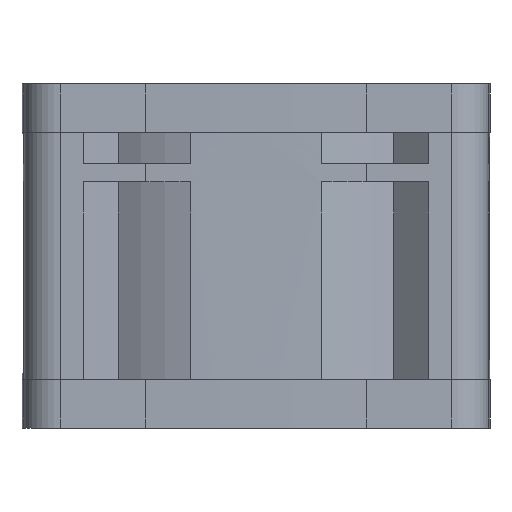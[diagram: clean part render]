
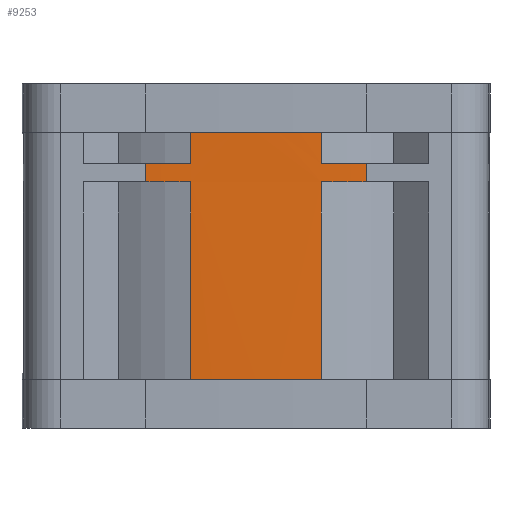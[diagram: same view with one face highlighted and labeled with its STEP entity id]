
A CAD part, front view. The second image highlights one B-rep face of the part: STEP entity #9253.
In plain terms, the highlighted cylindrical face has radius 270.025 mm (diameter 540.05 mm), a partial arc.
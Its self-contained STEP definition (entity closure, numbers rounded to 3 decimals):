
#1347=CARTESIAN_POINT('',(0.,250.955,-4.04));
#1348=DIRECTION('',(0.,0.,1.));
#1349=DIRECTION('',(-0.02,-1.,0.));
#1350=AXIS2_PLACEMENT_3D('',#1347,#1348,#1349);
#1352=CARTESIAN_POINT('',(0.,250.955,-4.04));
#1353=DIRECTION('',(0.,0.,1.));
#1354=DIRECTION('',(0.,-1.,0.));
#1355=AXIS2_PLACEMENT_3D('',#1352,#1353,#1354);
#1449=CARTESIAN_POINT('',(0.,250.955,16.14));
#1450=DIRECTION('',(0.,0.,-1.));
#1451=DIRECTION('',(0.02,-1.,0.));
#1452=AXIS2_PLACEMENT_3D('',#1449,#1450,#1451);
#1454=CARTESIAN_POINT('',(0.,250.955,16.14));
#1455=DIRECTION('',(0.,0.,-1.));
#1456=DIRECTION('',(0.,-1.,0.));
#1457=AXIS2_PLACEMENT_3D('',#1454,#1455,#1456);
#1672=CARTESIAN_POINT('',(0.,250.955,13.6));
#1673=DIRECTION('',(0.,0.,-1.));
#1674=DIRECTION('',(0.033,-0.999,0.));
#1675=AXIS2_PLACEMENT_3D('',#1672,#1673,#1674);
#1686=DIRECTION('',(0.,0.,-1.));
#1687=VECTOR('',#1686,2.54);
#1688=CARTESIAN_POINT('',(5.329,-19.017,16.14));
#1689=LINE('',#1688,#1687);
#1690=DIRECTION('',(0.,0.,-1.));
#1691=VECTOR('',#1690,1.5);
#1692=CARTESIAN_POINT('',(8.999,-18.92,13.6));
#1693=LINE('',#1692,#1691);
#1694=DIRECTION('',(0.,0.,-1.));
#1695=VECTOR('',#1694,16.14);
#1696=CARTESIAN_POINT('',(5.329,-19.017,12.1));
#1697=LINE('',#1696,#1695);
#1698=DIRECTION('',(0.,0.,1.));
#1699=VECTOR('',#1698,1.5);
#1700=CARTESIAN_POINT('',(-8.999,-18.92,12.1));
#1701=LINE('',#1700,#1699);
#1702=CARTESIAN_POINT('',(0.,250.955,13.6));
#1703=DIRECTION('',(0.,0.,-1.));
#1704=DIRECTION('',(-0.02,-1.,0.));
#1705=AXIS2_PLACEMENT_3D('',#1702,#1703,#1704);
#1728=CARTESIAN_POINT('',(0.,250.955,12.1));
#1729=DIRECTION('',(0.,0.,1.));
#1730=DIRECTION('',(-0.033,-0.999,0.));
#1731=AXIS2_PLACEMENT_3D('',#1728,#1729,#1730);
#1746=DIRECTION('',(0.,0.,-1.));
#1747=VECTOR('',#1746,16.14);
#1748=CARTESIAN_POINT('',(-5.329,-19.017,12.1));
#1749=LINE('',#1748,#1747);
#4410=DIRECTION('',(0.,0.,-1.));
#4411=VECTOR('',#4410,2.54);
#4412=CARTESIAN_POINT('',(-5.329,-19.017,16.14));
#4413=LINE('',#4412,#4411);
#4435=CARTESIAN_POINT('',(0.,250.955,12.1));
#4436=DIRECTION('',(0.,0.,1.));
#4437=DIRECTION('',(0.02,-1.,0.));
#4438=AXIS2_PLACEMENT_3D('',#4435,#4436,#4437);
#6482=CARTESIAN_POINT('',(5.329,-19.017,16.14));
#6483=VERTEX_POINT('',#6482);
#6484=CARTESIAN_POINT('',(0.,-19.07,16.14));
#6485=VERTEX_POINT('',#6484);
#6486=CARTESIAN_POINT('',(-5.329,-19.017,16.14));
#6487=VERTEX_POINT('',#6486);
#6600=CARTESIAN_POINT('',(8.999,-18.92,13.6));
#6602=VERTEX_POINT('',#6600);
#6604=CARTESIAN_POINT('',(5.329,-19.017,13.6));
#6605=VERTEX_POINT('',#6604);
#6608=CARTESIAN_POINT('',(-5.329,-19.017,13.6));
#6609=CARTESIAN_POINT('',(-8.999,-18.92,13.6));
#6610=VERTEX_POINT('',#6608);
#6611=VERTEX_POINT('',#6609);
#6658=CARTESIAN_POINT('',(8.999,-18.92,12.1));
#6659=VERTEX_POINT('',#6658);
#6660=CARTESIAN_POINT('',(5.329,-19.017,12.1));
#6661=VERTEX_POINT('',#6660);
#6662=CARTESIAN_POINT('',(5.329,-19.017,-4.04));
#6663=VERTEX_POINT('',#6662);
#6664=CARTESIAN_POINT('',(0.,-19.07,-4.04));
#6665=VERTEX_POINT('',#6664);
#6666=CARTESIAN_POINT('',(-5.329,-19.017,-4.04));
#6667=VERTEX_POINT('',#6666);
#6668=CARTESIAN_POINT('',(-5.329,-19.017,12.1));
#6669=VERTEX_POINT('',#6668);
#6670=CARTESIAN_POINT('',(-8.999,-18.92,12.1));
#6671=VERTEX_POINT('',#6670);
#9224=CARTESIAN_POINT('',(0.,250.955,16.14));
#9225=DIRECTION('',(0.,0.,1.));
#9226=DIRECTION('',(0.,-1.,0.));
#9227=AXIS2_PLACEMENT_3D('',#9224,#9225,#9226);
#9228=CYLINDRICAL_SURFACE('',#9227,270.025);
#9230=ORIENTED_EDGE('',*,*,#9229,.F.);
#9232=ORIENTED_EDGE('',*,*,#9231,.F.);
#9233=ORIENTED_EDGE('',*,*,#9064,.F.);
#9234=ORIENTED_EDGE('',*,*,#9062,.F.);
#9236=ORIENTED_EDGE('',*,*,#9235,.T.);
#9237=ORIENTED_EDGE('',*,*,#9215,.F.);
#9238=ORIENTED_EDGE('',*,*,#9204,.T.);
#9240=ORIENTED_EDGE('',*,*,#9239,.F.);
#9242=ORIENTED_EDGE('',*,*,#9241,.T.);
#9243=ORIENTED_EDGE('',*,*,#8946,.F.);
#9244=ORIENTED_EDGE('',*,*,#8944,.F.);
#9246=ORIENTED_EDGE('',*,*,#9245,.F.);
#9248=ORIENTED_EDGE('',*,*,#9247,.F.);
#9250=ORIENTED_EDGE('',*,*,#9249,.T.);
#9251=EDGE_LOOP('',(#9230,#9232,#9233,#9234,#9236,#9237,#9238,#9240,#9242,#9243,
#9244,#9246,#9248,#9250));
#9252=FACE_OUTER_BOUND('',#9251,.F.);
#9253=ADVANCED_FACE('',(#9252),#9228,.T.);
#1351=CIRCLE('',#1350,270.025);
#1356=CIRCLE('',#1355,270.025);
#1453=CIRCLE('',#1452,270.025);
#1458=CIRCLE('',#1457,270.025);
#1676=CIRCLE('',#1675,270.025);
#1706=CIRCLE('',#1705,270.025);
#1732=CIRCLE('',#1731,270.025);
#4439=CIRCLE('',#4438,270.025);
#8944=EDGE_CURVE('',#6667,#6665,#1351,.T.);
#8946=EDGE_CURVE('',#6665,#6663,#1356,.T.);
#9062=EDGE_CURVE('',#6483,#6485,#1453,.T.);
#9064=EDGE_CURVE('',#6485,#6487,#1458,.T.);
#9204=EDGE_CURVE('',#6602,#6659,#1693,.T.);
#9215=EDGE_CURVE('',#6602,#6605,#1676,.T.);
#9229=EDGE_CURVE('',#6610,#6611,#1706,.T.);
#9231=EDGE_CURVE('',#6487,#6610,#4413,.T.);
#9235=EDGE_CURVE('',#6483,#6605,#1689,.T.);
#9239=EDGE_CURVE('',#6661,#6659,#4439,.T.);
#9241=EDGE_CURVE('',#6661,#6663,#1697,.T.);
#9245=EDGE_CURVE('',#6669,#6667,#1749,.T.);
#9247=EDGE_CURVE('',#6671,#6669,#1732,.T.);
#9249=EDGE_CURVE('',#6671,#6611,#1701,.T.);
